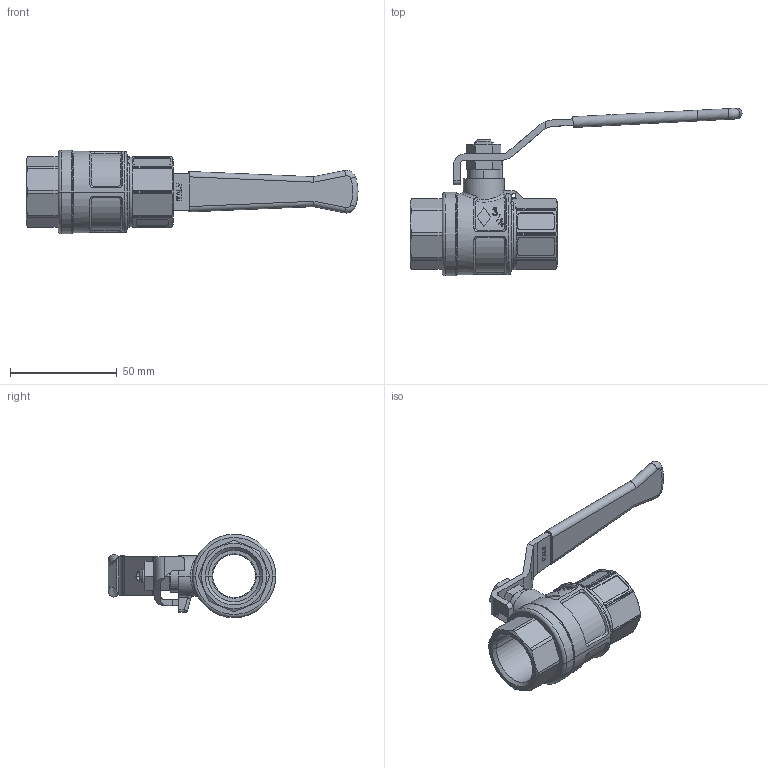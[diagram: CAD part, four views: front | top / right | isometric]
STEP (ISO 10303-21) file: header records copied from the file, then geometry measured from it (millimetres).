
FILE_DESCRIPTION(('Creo Elements/Direct Modeling STEP Export'),'2;1');
FILE_NAME('5980050000.stp','2014-03-11T13:18:46',(''),(''),'Creo Elements/Direct Modeling STEP processor for AP214 (Solid Model)','Creo Elements/Direct Modeling 17.0C 05-Feb-2011 (C) Parametric Technology GmbH','');
FILE_SCHEMA(('AUTOMOTIVE_DESIGN { 1 0 10303 214 1 1 1 1 }'));
Length unit declared in the file: millimetre
Products named in the file (2): 5980050000
Assembly tree (1 placements, depth 2):
  5980050000
    5980050000
Bounding box: 155.37 x 78.41 x 39 mm (x, y, z)
Volume: 52114.3 mm3; surface area: 21339.9 mm2
Topology: 1 solids, 1 shells, 529 faces, 1423 edges, 926 vertices
Faces by surface type: plane 325, cylinder 106, cone 59, bspline 22, torus 17
Entity records: 27501 total; most frequent: CARTESIAN_POINT 13176, ORIENTED_EDGE 2846, DIRECTION 2564, EDGE_CURVE 1423, AXIS2_PLACEMENT_3D 949, VERTEX_POINT 926, VECTOR 666, LINE 666
